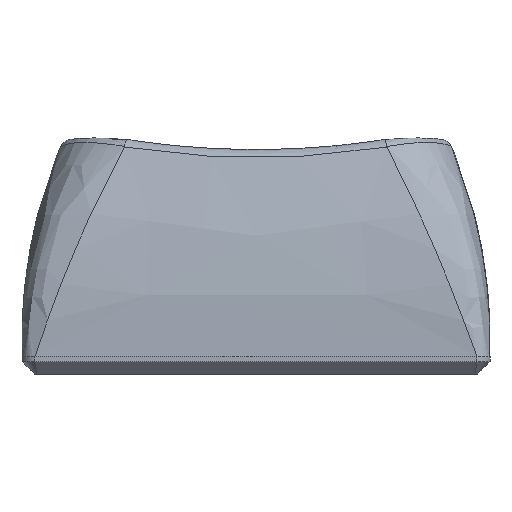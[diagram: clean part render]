
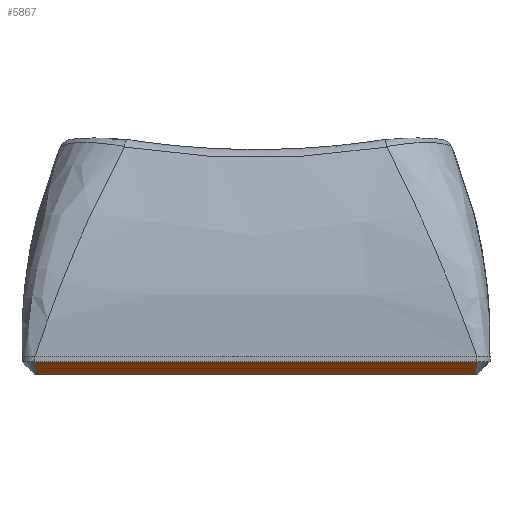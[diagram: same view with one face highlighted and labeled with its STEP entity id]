
A CAD part, front view. The second image highlights one B-rep face of the part: STEP entity #5867.
In plain terms, the highlighted planar face has unit normal (0, -0.707, -0.707).
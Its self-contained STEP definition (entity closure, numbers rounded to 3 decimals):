
#720 = PLANE('',#721);
#721 = AXIS2_PLACEMENT_3D('',#722,#723,#724);
#722 = CARTESIAN_POINT('',(-8.5,-9.,0.672));
#723 = DIRECTION('',(0.,-1.,0.));
#724 = DIRECTION('',(1.,0.,0.));
#1973 = VERTEX_POINT('',#1974);
#1974 = CARTESIAN_POINT('',(-8.5,-9.,0.48));
#2000 = EDGE_CURVE('',#1973,#2001,#2003,.T.);
#2001 = VERTEX_POINT('',#2002);
#2002 = CARTESIAN_POINT('',(8.5,-9.,0.48));
#2003 = SURFACE_CURVE('',#2004,(#2008,#2015),.PCURVE_S1.);
#2004 = LINE('',#2005,#2006);
#2005 = CARTESIAN_POINT('',(-8.5,-9.,0.48));
#2006 = VECTOR('',#2007,1.);
#2007 = DIRECTION('',(1.,0.,0.));
#2008 = PCURVE('',#720,#2009);
#2009 = DEFINITIONAL_REPRESENTATION('',(#2010),#2014);
#2010 = LINE('',#2011,#2012);
#2011 = CARTESIAN_POINT('',(0.,-0.192));
#2012 = VECTOR('',#2013,1.);
#2013 = DIRECTION('',(1.,0.));
#2014 = ( GEOMETRIC_REPRESENTATION_CONTEXT(2) 
PARAMETRIC_REPRESENTATION_CONTEXT() REPRESENTATION_CONTEXT('2D SPACE',''
  ) );
#2015 = PCURVE('',#2016,#2021);
#2016 = PLANE('',#2017);
#2017 = AXIS2_PLACEMENT_3D('',#2018,#2019,#2020);
#2018 = CARTESIAN_POINT('',(-8.5,-8.76,0.24));
#2019 = DIRECTION('',(0.,0.707,0.707)
  );
#2020 = DIRECTION('',(1.,0.,0.));
#2021 = DEFINITIONAL_REPRESENTATION('',(#2022),#2026);
#2022 = LINE('',#2023,#2024);
#2023 = CARTESIAN_POINT('',(0.,-0.339));
#2024 = VECTOR('',#2025,1.);
#2025 = DIRECTION('',(1.,0.));
#2026 = ( GEOMETRIC_REPRESENTATION_CONTEXT(2) 
PARAMETRIC_REPRESENTATION_CONTEXT() REPRESENTATION_CONTEXT('2D SPACE',''
  ) );
#3188 = CONICAL_SURFACE('',#3189,0.7,0.785);
#3189 = AXIS2_PLACEMENT_3D('',#3190,#3191,#3192);
#3190 = CARTESIAN_POINT('',(8.323,-8.323,0.48));
#3191 = DIRECTION('',(-0.,-0.,1.));
#3192 = DIRECTION('',(0.967,-0.253,0.));
#5867 = ADVANCED_FACE('',(#5868),#2016,.F.);
#5868 = FACE_BOUND('',#5869,.F.);
#5869 = EDGE_LOOP('',(#5870,#5905,#5906,#5936));
#5870 = ORIENTED_EDGE('',*,*,#5871,.F.);
#5871 = EDGE_CURVE('',#1973,#5872,#5874,.T.);
#5872 = VERTEX_POINT('',#5873);
#5873 = CARTESIAN_POINT('',(-8.42,-8.52,0.));
#5874 = SURFACE_CURVE('',#5875,(#5880,#5887),.PCURVE_S1.);
#5875 = PARABOLA('',#5876,0.008);
#5876 = AXIS2_PLACEMENT_3D('',#5877,#5878,#5879);
#5877 = CARTESIAN_POINT('',(-8.323,-8.311,
    -0.209));
#5878 = DIRECTION('',(0.,0.707,0.707)
  );
#5879 = DIRECTION('',(0.,-0.707,0.707)
  );
#5880 = PCURVE('',#2016,#5881);
#5881 = DEFINITIONAL_REPRESENTATION('',(#5882),#5886);
#5882 = B_SPLINE_CURVE_WITH_KNOTS('',2,(#5883,#5884,#5885),
  .UNSPECIFIED.,.F.,.F.,(3,3),(-0.177,-0.098),
  .PIECEWISE_BEZIER_KNOTS.);
#5883 = CARTESIAN_POINT('',(0.,-0.339));
#5884 = CARTESIAN_POINT('',(0.04,0.098));
#5885 = CARTESIAN_POINT('',(0.08,0.339));
#5886 = ( GEOMETRIC_REPRESENTATION_CONTEXT(2) 
PARAMETRIC_REPRESENTATION_CONTEXT() REPRESENTATION_CONTEXT('2D SPACE',''
  ) );
#5887 = PCURVE('',#5888,#5893);
#5888 = CONICAL_SURFACE('',#5889,0.7,0.785);
#5889 = AXIS2_PLACEMENT_3D('',#5890,#5891,#5892);
#5890 = CARTESIAN_POINT('',(-8.323,-8.323,0.48));
#5891 = DIRECTION('',(-0.,-0.,1.));
#5892 = DIRECTION('',(-0.253,-0.967,-0.));
#5893 = DEFINITIONAL_REPRESENTATION('',(#5894),#5904);
#5894 = B_SPLINE_CURVE_WITH_KNOTS('',8,(#5895,#5896,#5897,#5898,#5899,
    #5900,#5901,#5902,#5903),.UNSPECIFIED.,.F.,.F.,(9,9),(
    -0.177,-0.098),.PIECEWISE_BEZIER_KNOTS.);
#5895 = CARTESIAN_POINT('',(0.,0.));
#5896 = CARTESIAN_POINT('',(-0.014,-0.077));
#5897 = CARTESIAN_POINT('',(-0.03,-0.15));
#5898 = CARTESIAN_POINT('',(-0.048,-0.217));
#5899 = CARTESIAN_POINT('',(-0.069,-0.28));
#5900 = CARTESIAN_POINT('',(-0.094,-0.337));
#5901 = CARTESIAN_POINT('',(-0.123,-0.39));
#5902 = CARTESIAN_POINT('',(-0.158,-0.437));
#5903 = CARTESIAN_POINT('',(-0.203,-0.48));
#5904 = ( GEOMETRIC_REPRESENTATION_CONTEXT(2) 
PARAMETRIC_REPRESENTATION_CONTEXT() REPRESENTATION_CONTEXT('2D SPACE',''
  ) );
#5905 = ORIENTED_EDGE('',*,*,#2000,.T.);
#5906 = ORIENTED_EDGE('',*,*,#5907,.T.);
#5907 = EDGE_CURVE('',#2001,#5908,#5910,.T.);
#5908 = VERTEX_POINT('',#5909);
#5909 = CARTESIAN_POINT('',(8.42,-8.52,0.));
#5910 = SURFACE_CURVE('',#5911,(#5916,#5923),.PCURVE_S1.);
#5911 = PARABOLA('',#5912,0.008);
#5912 = AXIS2_PLACEMENT_3D('',#5913,#5914,#5915);
#5913 = CARTESIAN_POINT('',(8.323,-8.311,
    -0.209));
#5914 = DIRECTION('',(0.,-0.707,-0.707
    ));
#5915 = DIRECTION('',(0.,-0.707,0.707)
  );
#5916 = PCURVE('',#2016,#5917);
#5917 = DEFINITIONAL_REPRESENTATION('',(#5918),#5922);
#5918 = B_SPLINE_CURVE_WITH_KNOTS('',2,(#5919,#5920,#5921),
  .UNSPECIFIED.,.F.,.F.,(3,3),(-0.177,-0.098),
  .PIECEWISE_BEZIER_KNOTS.);
#5919 = CARTESIAN_POINT('',(17.,-0.339));
#5920 = CARTESIAN_POINT('',(16.96,0.098));
#5921 = CARTESIAN_POINT('',(16.92,0.339));
#5922 = ( GEOMETRIC_REPRESENTATION_CONTEXT(2) 
PARAMETRIC_REPRESENTATION_CONTEXT() REPRESENTATION_CONTEXT('2D SPACE',''
  ) );
#5923 = PCURVE('',#3188,#5924);
#5924 = DEFINITIONAL_REPRESENTATION('',(#5925),#5935);
#5925 = B_SPLINE_CURVE_WITH_KNOTS('',8,(#5926,#5927,#5928,#5929,#5930,
    #5931,#5932,#5933,#5934),.UNSPECIFIED.,.F.,.F.,(9,9),(
    -0.177,-0.098),.PIECEWISE_BEZIER_KNOTS.);
#5926 = CARTESIAN_POINT('',(-1.059,0.));
#5927 = CARTESIAN_POINT('',(-1.045,-0.077));
#5928 = CARTESIAN_POINT('',(-1.029,-0.15));
#5929 = CARTESIAN_POINT('',(-1.01,-0.217));
#5930 = CARTESIAN_POINT('',(-0.99,-0.28));
#5931 = CARTESIAN_POINT('',(-0.965,-0.337));
#5932 = CARTESIAN_POINT('',(-0.936,-0.39));
#5933 = CARTESIAN_POINT('',(-0.901,-0.437));
#5934 = CARTESIAN_POINT('',(-0.856,-0.48));
#5935 = ( GEOMETRIC_REPRESENTATION_CONTEXT(2) 
PARAMETRIC_REPRESENTATION_CONTEXT() REPRESENTATION_CONTEXT('2D SPACE',''
  ) );
#5936 = ORIENTED_EDGE('',*,*,#5937,.F.);
#5937 = EDGE_CURVE('',#5872,#5908,#5938,.T.);
#5938 = SURFACE_CURVE('',#5939,(#5943,#5950),.PCURVE_S1.);
#5939 = LINE('',#5940,#5941);
#5940 = CARTESIAN_POINT('',(-8.5,-8.52,0.));
#5941 = VECTOR('',#5942,1.);
#5942 = DIRECTION('',(1.,0.,0.));
#5943 = PCURVE('',#2016,#5944);
#5944 = DEFINITIONAL_REPRESENTATION('',(#5945),#5949);
#5945 = LINE('',#5946,#5947);
#5946 = CARTESIAN_POINT('',(0.,0.339));
#5947 = VECTOR('',#5948,1.);
#5948 = DIRECTION('',(1.,0.));
#5949 = ( GEOMETRIC_REPRESENTATION_CONTEXT(2) 
PARAMETRIC_REPRESENTATION_CONTEXT() REPRESENTATION_CONTEXT('2D SPACE',''
  ) );
#5950 = PCURVE('',#5951,#5956);
#5951 = PLANE('',#5952);
#5952 = AXIS2_PLACEMENT_3D('',#5953,#5954,#5955);
#5953 = CARTESIAN_POINT('',(8.5,9.,0.));
#5954 = DIRECTION('',(0.,0.,-1.));
#5955 = DIRECTION('',(-1.,0.,0.));
#5956 = DEFINITIONAL_REPRESENTATION('',(#5957),#5961);
#5957 = LINE('',#5958,#5959);
#5958 = CARTESIAN_POINT('',(17.,-17.52));
#5959 = VECTOR('',#5960,1.);
#5960 = DIRECTION('',(-1.,0.));
#5961 = ( GEOMETRIC_REPRESENTATION_CONTEXT(2) 
PARAMETRIC_REPRESENTATION_CONTEXT() REPRESENTATION_CONTEXT('2D SPACE',''
  ) );
